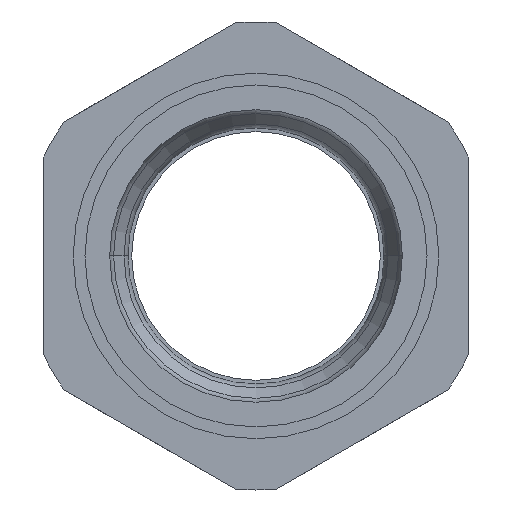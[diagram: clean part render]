
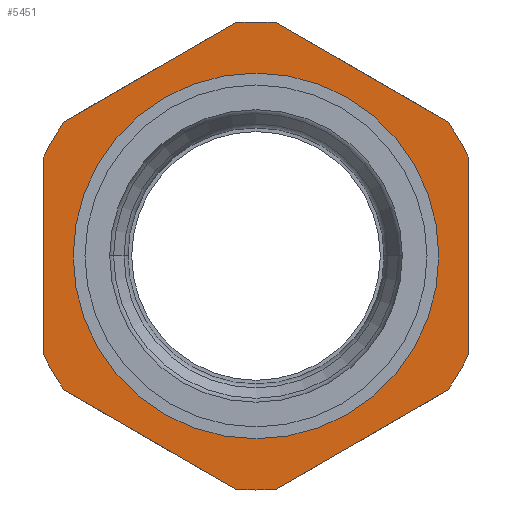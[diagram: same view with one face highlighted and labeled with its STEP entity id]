
A CAD part, front view. The second image highlights one B-rep face of the part: STEP entity #5451.
In plain terms, the highlighted planar face has unit normal (0, -1, 0).
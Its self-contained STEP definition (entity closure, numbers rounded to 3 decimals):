
#16 = AXIS2_PLACEMENT_3D ( 'NONE', #2723, #2705, #2211 ) ;
#23 = DIRECTION ( 'NONE',  ( 0., 0., -1. ) ) ;
#87 = CIRCLE ( 'NONE', #3196, 16. ) ;
#105 = CIRCLE ( 'NONE', #2502, 16. ) ;
#172 = DIRECTION ( 'NONE',  ( 0.866, 0., 0.5 ) ) ;
#226 = LINE ( 'NONE', #4051, #4495 ) ;
#227 = EDGE_CURVE ( 'NONE', #4779, #465, #2337, .T. ) ;
#381 = VECTOR ( 'NONE', #172, 1000. ) ;
#408 = VERTEX_POINT ( 'NONE', #1399 ) ;
#465 = VERTEX_POINT ( 'NONE', #4738 ) ;
#537 = ORIENTED_EDGE ( 'NONE', *, *, #2561, .T. ) ;
#654 = CARTESIAN_POINT ( 'NONE',  ( 14.5, -7.25, -8.372 ) ) ;
#665 = CARTESIAN_POINT ( 'NONE',  ( 14.5, -7.25, 6.764 ) ) ;
#671 = CARTESIAN_POINT ( 'NONE',  ( 1.392, -7.25, 15.939 ) ) ;
#715 = CIRCLE ( 'NONE', #16, 12.44 ) ;
#735 = AXIS2_PLACEMENT_3D ( 'NONE', #3945, #6645, #3921 ) ;
#852 = VERTEX_POINT ( 'NONE', #1415 ) ;
#1011 = CARTESIAN_POINT ( 'NONE',  ( -13.108, -7.25, -9.175 ) ) ;
#1034 = DIRECTION ( 'NONE',  ( 0., 0., -1. ) ) ;
#1236 = FACE_OUTER_BOUND ( 'NONE', #1886, .T. ) ;
#1272 = VECTOR ( 'NONE', #3124, 1000. ) ;
#1285 = ORIENTED_EDGE ( 'NONE', *, *, #2970, .T. ) ;
#1296 = ORIENTED_EDGE ( 'NONE', *, *, #4531, .T. ) ;
#1343 = CARTESIAN_POINT ( 'NONE',  ( 1.392, -7.25, -15.939 ) ) ;
#1394 = VECTOR ( 'NONE', #3306, 1000. ) ;
#1399 = CARTESIAN_POINT ( 'NONE',  ( -14.5, -7.25, 6.764 ) ) ;
#1415 = CARTESIAN_POINT ( 'NONE',  ( 0., -7.25, -16. ) ) ;
#1482 = CARTESIAN_POINT ( 'NONE',  ( -14.5, -7.25, -6.764 ) ) ;
#1649 = VERTEX_POINT ( 'NONE', #671 ) ;
#1688 = CARTESIAN_POINT ( 'NONE',  ( 0., -7.25, 12.44 ) ) ;
#1708 = DIRECTION ( 'NONE',  ( 0., -1., 0. ) ) ;
#1730 = CARTESIAN_POINT ( 'NONE',  ( 0., -7.25, 0. ) ) ;
#1759 = VECTOR ( 'NONE', #6628, 1000. ) ;
#1796 = VERTEX_POINT ( 'NONE', #3938 ) ;
#1825 = LINE ( 'NONE', #654, #381 ) ;
#1886 = EDGE_LOOP ( 'NONE', ( #537, #5777, #5030, #3686, #4452, #1296, #2847, #5703, #2627, #5173, #3528, #1285, #4982 ) ) ;
#1979 = LINE ( 'NONE', #3839, #1394 ) ;
#2081 = EDGE_CURVE ( 'NONE', #2584, #408, #2568, .T. ) ;
#2211 = DIRECTION ( 'NONE',  ( 0., 0., -1. ) ) ;
#2212 = AXIS2_PLACEMENT_3D ( 'NONE', #2815, #6038, #2995 ) ;
#2240 = AXIS2_PLACEMENT_3D ( 'NONE', #4783, #6364, #4271 ) ;
#2258 = VERTEX_POINT ( 'NONE', #3379 ) ;
#2337 = CIRCLE ( 'NONE', #2212, 12.44 ) ;
#2502 = AXIS2_PLACEMENT_3D ( 'NONE', #4735, #6425, #1034 ) ;
#2561 = EDGE_CURVE ( 'NONE', #2258, #2584, #2881, .T. ) ;
#2568 = CIRCLE ( 'NONE', #3370, 16. ) ;
#2584 = VERTEX_POINT ( 'NONE', #3208 ) ;
#2627 = ORIENTED_EDGE ( 'NONE', *, *, #2650, .T. ) ;
#2650 = EDGE_CURVE ( 'NONE', #1796, #3518, #105, .T. ) ;
#2705 = DIRECTION ( 'NONE',  ( 0., -1., 0. ) ) ;
#2723 = CARTESIAN_POINT ( 'NONE',  ( 0., -7.25, 0. ) ) ;
#2731 = CARTESIAN_POINT ( 'NONE',  ( 0., -7.25, 0. ) ) ;
#2813 = VERTEX_POINT ( 'NONE', #665 ) ;
#2815 = CARTESIAN_POINT ( 'NONE',  ( 0., -7.25, 0. ) ) ;
#2847 = ORIENTED_EDGE ( 'NONE', *, *, #3017, .T. ) ;
#2881 = LINE ( 'NONE', #6948, #6741 ) ;
#2970 = EDGE_CURVE ( 'NONE', #6109, #1649, #5293, .T. ) ;
#2984 = VERTEX_POINT ( 'NONE', #1482 ) ;
#2995 = DIRECTION ( 'NONE',  ( 0., 0., -1. ) ) ;
#3017 = EDGE_CURVE ( 'NONE', #852, #6392, #87, .T. ) ;
#3081 = DIRECTION ( 'NONE',  ( 0., 0., 1. ) ) ;
#3124 = DIRECTION ( 'NONE',  ( -0.866, 0., 0.5 ) ) ;
#3147 = CARTESIAN_POINT ( 'NONE',  ( 0., -7.25, 16.743 ) ) ;
#3196 = AXIS2_PLACEMENT_3D ( 'NONE', #2731, #3764, #3672 ) ;
#3208 = CARTESIAN_POINT ( 'NONE',  ( -13.108, -7.25, 9.175 ) ) ;
#3239 = CIRCLE ( 'NONE', #735, 16. ) ;
#3272 = CIRCLE ( 'NONE', #6808, 16. ) ;
#3306 = DIRECTION ( 'NONE',  ( 0., 0., 1. ) ) ;
#3345 = DIRECTION ( 'NONE',  ( 0., 0., -1. ) ) ;
#3370 = AXIS2_PLACEMENT_3D ( 'NONE', #6433, #5920, #23 ) ;
#3379 = CARTESIAN_POINT ( 'NONE',  ( -1.392, -7.25, 15.939 ) ) ;
#3486 = DIRECTION ( 'NONE',  ( 0., 0., -1. ) ) ;
#3518 = VERTEX_POINT ( 'NONE', #6842 ) ;
#3528 = ORIENTED_EDGE ( 'NONE', *, *, #6185, .T. ) ;
#3672 = DIRECTION ( 'NONE',  ( 0., 0., -1. ) ) ;
#3686 = ORIENTED_EDGE ( 'NONE', *, *, #4223, .T. ) ;
#3764 = DIRECTION ( 'NONE',  ( 0., -1., 0. ) ) ;
#3770 = CIRCLE ( 'NONE', #5723, 16. ) ;
#3839 = CARTESIAN_POINT ( 'NONE',  ( 14.5, -7.25, 8.372 ) ) ;
#3921 = DIRECTION ( 'NONE',  ( 0., 0., -1. ) ) ;
#3938 = CARTESIAN_POINT ( 'NONE',  ( 13.108, -7.25, -9.175 ) ) ;
#3945 = CARTESIAN_POINT ( 'NONE',  ( 0., -7.25, 0. ) ) ;
#4051 = CARTESIAN_POINT ( 'NONE',  ( -14.5, -7.25, -8.372 ) ) ;
#4113 = LINE ( 'NONE', #5593, #1759 ) ;
#4195 = DIRECTION ( 'NONE',  ( 0., 1., 0. ) ) ;
#4223 = EDGE_CURVE ( 'NONE', #2984, #5462, #3770, .T. ) ;
#4243 = CARTESIAN_POINT ( 'NONE',  ( 0., -7.25, 16. ) ) ;
#4248 = EDGE_CURVE ( 'NONE', #1649, #2258, #3272, .T. ) ;
#4271 = DIRECTION ( 'NONE',  ( 0., 0., -1. ) ) ;
#4387 = EDGE_CURVE ( 'NONE', #5462, #6193, #4113, .T. ) ;
#4452 = ORIENTED_EDGE ( 'NONE', *, *, #4387, .T. ) ;
#4495 = VECTOR ( 'NONE', #3486, 1000. ) ;
#4531 = EDGE_CURVE ( 'NONE', #6193, #852, #6884, .T. ) ;
#4643 = AXIS2_PLACEMENT_3D ( 'NONE', #4243, #4195, #3081 ) ;
#4735 = CARTESIAN_POINT ( 'NONE',  ( 0., -7.25, 0. ) ) ;
#4738 = CARTESIAN_POINT ( 'NONE',  ( 0., -7.25, -12.44 ) ) ;
#4779 = VERTEX_POINT ( 'NONE', #1688 ) ;
#4783 = CARTESIAN_POINT ( 'NONE',  ( 0., -7.25, 0. ) ) ;
#4982 = ORIENTED_EDGE ( 'NONE', *, *, #4248, .T. ) ;
#5030 = ORIENTED_EDGE ( 'NONE', *, *, #5812, .T. ) ;
#5143 = EDGE_LOOP ( 'NONE', ( #6432, #6643 ) ) ;
#5173 = ORIENTED_EDGE ( 'NONE', *, *, #6700, .T. ) ;
#5196 = PLANE ( 'NONE',  #4643 ) ;
#5293 = LINE ( 'NONE', #3147, #1272 ) ;
#5442 = DIRECTION ( 'NONE',  ( 0., -1., 0. ) ) ;
#5451 = ADVANCED_FACE ( 'NONE', ( #1236, #6608 ), #5196, .F. ) ;
#5462 = VERTEX_POINT ( 'NONE', #1011 ) ;
#5467 = CARTESIAN_POINT ( 'NONE',  ( 0., -7.25, 0. ) ) ;
#5593 = CARTESIAN_POINT ( 'NONE',  ( 0., -7.25, -16.743 ) ) ;
#5703 = ORIENTED_EDGE ( 'NONE', *, *, #6220, .T. ) ;
#5723 = AXIS2_PLACEMENT_3D ( 'NONE', #5467, #5442, #3345 ) ;
#5777 = ORIENTED_EDGE ( 'NONE', *, *, #2081, .T. ) ;
#5812 = EDGE_CURVE ( 'NONE', #408, #2984, #226, .T. ) ;
#5905 = CARTESIAN_POINT ( 'NONE',  ( 13.108, -7.25, 9.175 ) ) ;
#5920 = DIRECTION ( 'NONE',  ( 0., -1., 0. ) ) ;
#5949 = CARTESIAN_POINT ( 'NONE',  ( -1.392, -7.25, -15.939 ) ) ;
#5995 = DIRECTION ( 'NONE',  ( 0., 0., -1. ) ) ;
#6038 = DIRECTION ( 'NONE',  ( 0., -1., 0. ) ) ;
#6109 = VERTEX_POINT ( 'NONE', #5905 ) ;
#6114 = EDGE_CURVE ( 'NONE', #465, #4779, #715, .T. ) ;
#6185 = EDGE_CURVE ( 'NONE', #2813, #6109, #3239, .T. ) ;
#6193 = VERTEX_POINT ( 'NONE', #5949 ) ;
#6220 = EDGE_CURVE ( 'NONE', #6392, #1796, #1825, .T. ) ;
#6364 = DIRECTION ( 'NONE',  ( 0., -1., 0. ) ) ;
#6392 = VERTEX_POINT ( 'NONE', #1343 ) ;
#6425 = DIRECTION ( 'NONE',  ( 0., -1., 0. ) ) ;
#6432 = ORIENTED_EDGE ( 'NONE', *, *, #227, .F. ) ;
#6433 = CARTESIAN_POINT ( 'NONE',  ( 0., -7.25, 0. ) ) ;
#6608 = FACE_BOUND ( 'NONE', #5143, .T. ) ;
#6628 = DIRECTION ( 'NONE',  ( 0.866, 0., -0.5 ) ) ;
#6643 = ORIENTED_EDGE ( 'NONE', *, *, #6114, .F. ) ;
#6645 = DIRECTION ( 'NONE',  ( 0., -1., 0. ) ) ;
#6700 = EDGE_CURVE ( 'NONE', #3518, #2813, #1979, .T. ) ;
#6741 = VECTOR ( 'NONE', #6927, 1000. ) ;
#6808 = AXIS2_PLACEMENT_3D ( 'NONE', #1730, #1708, #5995 ) ;
#6842 = CARTESIAN_POINT ( 'NONE',  ( 14.5, -7.25, -6.764 ) ) ;
#6884 = CIRCLE ( 'NONE', #2240, 16. ) ;
#6927 = DIRECTION ( 'NONE',  ( -0.866, 0., -0.5 ) ) ;
#6948 = CARTESIAN_POINT ( 'NONE',  ( -14.5, -7.25, 8.372 ) ) ;
